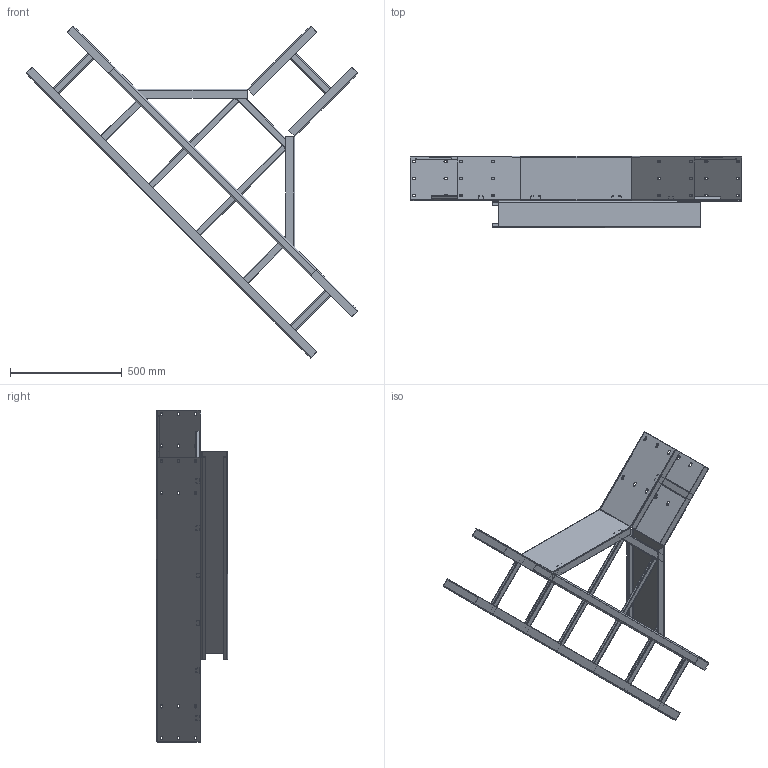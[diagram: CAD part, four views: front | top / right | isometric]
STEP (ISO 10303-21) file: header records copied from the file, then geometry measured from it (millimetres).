
FILE_DESCRIPTION((''),'2;1');
FILE_NAME('6233635_ASM','2013-01-11T',('AndreasKeweloh'),(''),'PRO/ENGINEER BY PARAMETRIC TECHNOLOGY CORPORATION, 2012230','PRO/ENGINEER BY PARAMETRIC TECHNOLOGY CORPORATION, 2012230','');
FILE_SCHEMA(('CONFIG_CONTROL_DESIGN'));
Length unit declared in the file: millimetre
Products named in the file (10): 6233635_HOLM; 6233635HOLM_BG_ASM; 6233635_GEGENH; 6233635_STZ; 6233635_SPRO1; 6233635_SPRO2; 6233635_SPRO3; 6233635_SPRO5; 6233635_SPRO4; 6233635_ASM
Assembly tree (13 placements, depth 3):
  6233635_ASM
    6233635HOLM_BG_ASM  x2
      6233635_HOLM
    6233635_GEGENH
    6233635_STZ
    6233635_SPRO1  x3
    6233635_SPRO2
    6233635_SPRO3
    6233635_SPRO5
    6233635_SPRO4  x2
Bounding box: 1484.92 x 320 x 1484.92 mm (x, y, z)
Volume: 4347316.2 mm3; surface area: 3536642.6 mm2
Topology: 12 solids, 12 shells, 649 faces, 1617 edges, 992 vertices
Faces by surface type: plane 413, cylinder 224, bspline 12
Entity records: 13057 total; most frequent: CARTESIAN_POINT 2627, DIRECTION 2179, ORIENTED_EDGE 2086, EDGE_CURVE 1043, AXIS2_PLACEMENT_3D 727, VECTOR 725, LINE 725, VERTEX_POINT 638
